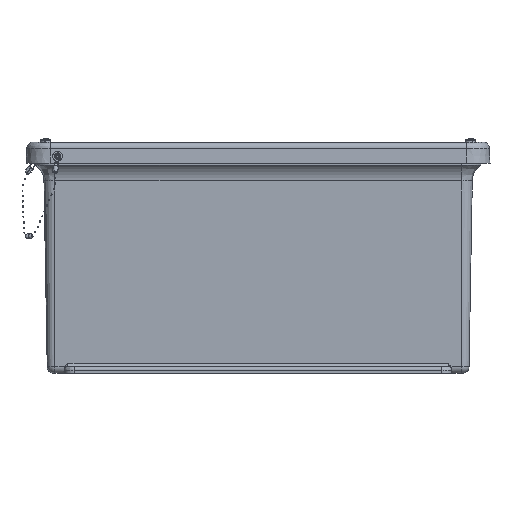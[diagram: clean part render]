
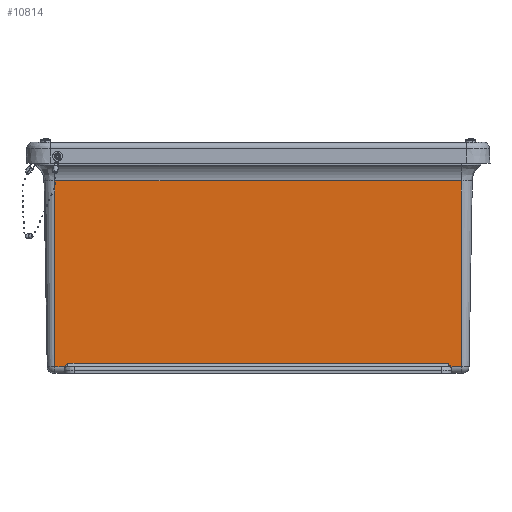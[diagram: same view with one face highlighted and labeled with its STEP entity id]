
A CAD part, front view. The second image highlights one B-rep face of the part: STEP entity #10814.
In plain terms, the highlighted planar face has unit normal (0, -1, -0.018).
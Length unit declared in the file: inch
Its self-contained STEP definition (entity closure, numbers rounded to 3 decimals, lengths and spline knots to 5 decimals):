
#135 = CARTESIAN_POINT ( 'NONE',  ( -7.33882, -10.04283, -8.28848 ) ) ;
#296 = CARTESIAN_POINT ( 'NONE',  ( -7.30371, -10.04364, -8.24232 ) ) ;
#363 = CARTESIAN_POINT ( 'NONE',  ( 7.24939, -10.04463, -8.18532 ) ) ;
#497 = EDGE_CURVE ( 'NONE', #7761, #25099, #26633, .T. ) ;
#587 = CARTESIAN_POINT ( 'NONE',  ( -7.30995, -10.04351, -8.24979 ) ) ;
#693 = CARTESIAN_POINT ( 'NONE',  ( 7.30687, -10.04357, -8.2461 ) ) ;
#1006 = CARTESIAN_POINT ( 'NONE',  ( 7.35394, -10.04234, -8.31686 ) ) ;
#1232 = VECTOR ( 'NONE', #17366, 39.37008 ) ;
#1578 = CARTESIAN_POINT ( 'NONE',  ( 7.34325, -10.04273, -8.29437 ) ) ;
#1829 = CARTESIAN_POINT ( 'NONE',  ( 7.24939, -10.04463, -8.18532 ) ) ;
#1973 = ORIENTED_EDGE ( 'NONE', *, *, #32637, .T. ) ;
#1990 = CARTESIAN_POINT ( 'NONE',  ( 7.27238, -10.04423, -8.2085 ) ) ;
#2681 = CARTESIAN_POINT ( 'NONE',  ( -7.24939, -10.04463, -8.18532 ) ) ;
#3586 = CARTESIAN_POINT ( 'NONE',  ( 7.3003, -10.04371, -8.23845 ) ) ;
#3594 = CARTESIAN_POINT ( 'NONE',  ( -7.29702, -10.04377, -8.23466 ) ) ;
#4917 = VERTEX_POINT ( 'NONE', #24119 ) ;
#6632 = ORIENTED_EDGE ( 'NONE', *, *, #30636, .F. ) ;
#6825 = CARTESIAN_POINT ( 'NONE',  ( 7.74998, -10.18745, -0.00327 ) ) ;
#6980 = CARTESIAN_POINT ( 'NONE',  ( -7.24939, -10.04463, -8.18532 ) ) ;
#7761 = VERTEX_POINT ( 'NONE', #33517 ) ;
#8157 = CARTESIAN_POINT ( 'NONE',  ( -7.74998, -10.16606, -1.22854 ) ) ;
#8536 = CARTESIAN_POINT ( 'NONE',  ( 7.27794, -10.04413, -8.21423 ) ) ;
#8719 = ORIENTED_EDGE ( 'NONE', *, *, #14302, .F. ) ;
#9369 = DIRECTION ( 'NONE',  ( 0., -1., -0.017 ) ) ;
#9599 = B_SPLINE_CURVE_WITH_KNOTS ( 'NONE', 3,
 ( #41321, #13676, #135, #20516, #37898, #17522, #587, #17664, #24221, #23918, #17378, #296, #3594, #37748, #17079, #30751, #40867, #41469, #31208, #34333, #27330, #10258, #24369, #6980 ),
 .UNSPECIFIED., .F., .F.,
 ( 4, 1, 1, 1, 1, 1, 1, 2, 2, 1, 1, 1, 1, 1, 1, 2, 2, 4 ),
 ( 0., 0.25, 0.375, 0.4375, 0.46875, 0.48438, 0.49219, 0.49609, 0.5, 0.625, 0.6875, 0.71875, 0.73438, 0.74219, 0.74609, 0.74805, 0.75, 1. ),
 .UNSPECIFIED. ) ;
#9840 = ORIENTED_EDGE ( 'NONE', *, *, #18466, .F. ) ;
#10258 = CARTESIAN_POINT ( 'NONE',  ( -7.27236, -10.04423, -8.20842 ) ) ;
#10814 = ADVANCED_FACE ( 'NONE', ( #30814 ), #20043, .T. ) ;
#11245 = CARTESIAN_POINT ( 'NONE',  ( 7.74998, -10.04234, -8.31686 ) ) ;
#11250 = VECTOR ( 'NONE', #43181, 39.37008 ) ;
#11526 = EDGE_CURVE ( 'NONE', #30807, #33735, #37914, .T. ) ;
#12390 = CARTESIAN_POINT ( 'NONE',  ( 7.27722, -10.04414, -8.21348 ) ) ;
#12463 = VERTEX_POINT ( 'NONE', #11245 ) ;
#12777 = CARTESIAN_POINT ( 'NONE',  ( 7.30412, -10.04363, -8.24286 ) ) ;
#13676 = CARTESIAN_POINT ( 'NONE',  ( -7.3486, -10.04253, -8.30562 ) ) ;
#14302 = EDGE_CURVE ( 'NONE', #24330, #25099, #22752, .T. ) ;
#14685 = ORIENTED_EDGE ( 'NONE', *, *, #497, .T. ) ;
#14761 = ORIENTED_EDGE ( 'NONE', *, *, #35945, .T. ) ;
#15347 = CARTESIAN_POINT ( 'NONE',  ( 7.27829, -10.04412, -8.2146 ) ) ;
#15626 = DIRECTION ( 'NONE',  ( -1., 0., 0. ) ) ;
#15775 = CARTESIAN_POINT ( 'NONE',  ( 7.27854, -10.04412, -8.21486 ) ) ;
#15952 = CARTESIAN_POINT ( 'NONE',  ( -7.74998, -10.16606, -1.22854 ) ) ;
#16337 = VECTOR ( 'NONE', #24663, 39.37008 ) ;
#16851 = CARTESIAN_POINT ( 'NONE',  ( -3.87499, -10.04234, -8.31686 ) ) ;
#16969 = CARTESIAN_POINT ( 'NONE',  ( 7.35394, -10.04234, -8.31686 ) ) ;
#17079 = CARTESIAN_POINT ( 'NONE',  ( -7.2835, -10.04403, -8.22006 ) ) ;
#17366 = DIRECTION ( 'NONE',  ( 0., -0.017, 1. ) ) ;
#17378 = CARTESIAN_POINT ( 'NONE',  ( -7.30789, -10.04355, -8.24732 ) ) ;
#17522 = CARTESIAN_POINT ( 'NONE',  ( -7.3121, -10.04346, -8.2524 ) ) ;
#17664 = CARTESIAN_POINT ( 'NONE',  ( -7.30886, -10.04353, -8.24848 ) ) ;
#18016 = DIRECTION ( 'NONE',  ( 1., 0., 0. ) ) ;
#18466 = EDGE_CURVE ( 'NONE', #4917, #24330, #36603, .T. ) ;
#19187 = CARTESIAN_POINT ( 'NONE',  ( 7.28428, -10.04401, -8.22084 ) ) ;
#20043 = PLANE ( 'NONE',  #42494 ) ;
#20516 = CARTESIAN_POINT ( 'NONE',  ( -7.32432, -10.04319, -8.26799 ) ) ;
#22023 = ORIENTED_EDGE ( 'NONE', *, *, #11526, .T. ) ;
#22040 = CARTESIAN_POINT ( 'NONE',  ( -3.87499, -10.04234, -8.31686 ) ) ;
#22752 = LINE ( 'NONE', #37888, #16337 ) ;
#23918 = CARTESIAN_POINT ( 'NONE',  ( -7.30808, -10.04355, -8.24754 ) ) ;
#24119 = CARTESIAN_POINT ( 'NONE',  ( -7.35394, -10.04234, -8.31686 ) ) ;
#24221 = CARTESIAN_POINT ( 'NONE',  ( -7.30839, -10.04354, -8.24792 ) ) ;
#24330 = VERTEX_POINT ( 'NONE', #30058 ) ;
#24369 = CARTESIAN_POINT ( 'NONE',  ( -7.26261, -10.0444, -8.19854 ) ) ;
#24663 = DIRECTION ( 'NONE',  ( 0., -0.017, 1. ) ) ;
#24748 = VERTEX_POINT ( 'NONE', #2681 ) ;
#25099 = VERTEX_POINT ( 'NONE', #8157 ) ;
#25353 = CARTESIAN_POINT ( 'NONE',  ( 7.30726, -10.04356, -8.24656 ) ) ;
#26633 = LINE ( 'NONE', #15952, #11250 ) ;
#26742 = LINE ( 'NONE', #31578, #41649 ) ;
#26850 = CARTESIAN_POINT ( 'NONE',  ( -7.74998, -10.18745, -0.00327 ) ) ;
#27105 = DIRECTION ( 'NONE',  ( -1., 0., 0. ) ) ;
#27330 = CARTESIAN_POINT ( 'NONE',  ( -7.27869, -10.04411, -8.21501 ) ) ;
#28846 = CARTESIAN_POINT ( 'NONE',  ( 7.2757, -10.04417, -8.21191 ) ) ;
#28927 = VECTOR ( 'NONE', #27105, 39.37008 ) ;
#29286 = CARTESIAN_POINT ( 'NONE',  ( 7.256, -10.04452, -8.19192 ) ) ;
#30058 = CARTESIAN_POINT ( 'NONE',  ( -7.74998, -10.04234, -8.31686 ) ) ;
#30636 = EDGE_CURVE ( 'NONE', #12463, #33735, #40663, .T. ) ;
#30751 = CARTESIAN_POINT ( 'NONE',  ( -7.28109, -10.04407, -8.21752 ) ) ;
#30807 = VERTEX_POINT ( 'NONE', #363 ) ;
#30814 = FACE_OUTER_BOUND ( 'NONE', #38804, .T. ) ;
#30871 = EDGE_CURVE ( 'NONE', #24748, #30807, #26742, .T. ) ;
#31208 = CARTESIAN_POINT ( 'NONE',  ( -7.27899, -10.04411, -8.21533 ) ) ;
#31578 = CARTESIAN_POINT ( 'NONE',  ( -7.74998, -10.04463, -8.18532 ) ) ;
#32637 = EDGE_CURVE ( 'NONE', #4917, #24748, #9599, .T. ) ;
#32743 = CARTESIAN_POINT ( 'NONE',  ( 7.26461, -10.04437, -8.20058 ) ) ;
#33029 = CARTESIAN_POINT ( 'NONE',  ( 7.30751, -10.04356, -8.24686 ) ) ;
#33517 = CARTESIAN_POINT ( 'NONE',  ( 7.74998, -10.16606, -1.22854 ) ) ;
#33735 = VERTEX_POINT ( 'NONE', #16969 ) ;
#33891 = CARTESIAN_POINT ( 'NONE',  ( 7.30761, -10.04356, -8.24698 ) ) ;
#34291 = CARTESIAN_POINT ( 'NONE',  ( 7.30597, -10.04359, -8.24503 ) ) ;
#34333 = CARTESIAN_POINT ( 'NONE',  ( -7.27882, -10.04411, -8.21515 ) ) ;
#35020 = VECTOR ( 'NONE', #15626, 39.37008 ) ;
#35282 = LINE ( 'NONE', #6825, #1232 ) ;
#35628 = CARTESIAN_POINT ( 'NONE',  ( 7.32786, -10.04314, -8.27114 ) ) ;
#35945 = EDGE_CURVE ( 'NONE', #12463, #7761, #35282, .T. ) ;
#36603 = LINE ( 'NONE', #22040, #35020 ) ;
#37748 = CARTESIAN_POINT ( 'NONE',  ( -7.28818, -10.04394, -8.22504 ) ) ;
#37888 = CARTESIAN_POINT ( 'NONE',  ( -7.74998, -10.18745, -0.00327 ) ) ;
#37898 = CARTESIAN_POINT ( 'NONE',  ( -7.3163, -10.04337, -8.25762 ) ) ;
#37914 = B_SPLINE_CURVE_WITH_KNOTS ( 'NONE', 3,
 ( #1829, #29286, #32743, #1990, #28846, #12390, #8536, #15347, #39139, #15775, #39571, #19187, #42563, #3586, #12777, #34291, #693, #25353, #33029, #33891, #35628, #1578, #1006 ),
 .UNSPECIFIED., .F., .F.,
 ( 4, 1, 1, 1, 1, 1, 1, 2, 2, 1, 1, 1, 1, 1, 2, 2, 4 ),
 ( 0., 0.125, 0.1875, 0.21875, 0.23438, 0.24219, 0.24609, 0.24805, 0.25, 0.375, 0.4375, 0.46875, 0.48438, 0.49219, 0.49609, 0.5, 1. ),
 .UNSPECIFIED. ) ;
#38804 = EDGE_LOOP ( 'NONE', ( #40781, #22023, #6632, #14761, #14685, #8719, #9840, #1973 ) ) ;
#39139 = CARTESIAN_POINT ( 'NONE',  ( 7.27844, -10.04412, -8.21476 ) ) ;
#39571 = CARTESIAN_POINT ( 'NONE',  ( 7.27855, -10.04412, -8.21487 ) ) ;
#40663 = LINE ( 'NONE', #16851, #28927 ) ;
#40781 = ORIENTED_EDGE ( 'NONE', *, *, #30871, .T. ) ;
#40867 = CARTESIAN_POINT ( 'NONE',  ( -7.27987, -10.04409, -8.21625 ) ) ;
#41321 = CARTESIAN_POINT ( 'NONE',  ( -7.35394, -10.04234, -8.31686 ) ) ;
#41469 = CARTESIAN_POINT ( 'NONE',  ( -7.27926, -10.0441, -8.21561 ) ) ;
#41649 = VECTOR ( 'NONE', #18016, 39.37008 ) ;
#42494 = AXIS2_PLACEMENT_3D ( 'NONE', #26850, #9369, #43266 ) ;
#42563 = CARTESIAN_POINT ( 'NONE',  ( 7.29215, -10.04387, -8.22928 ) ) ;
#43181 = DIRECTION ( 'NONE',  ( -1., 0., 0. ) ) ;
#43266 = DIRECTION ( 'NONE',  ( 0., -0.017, 1. ) ) ;
